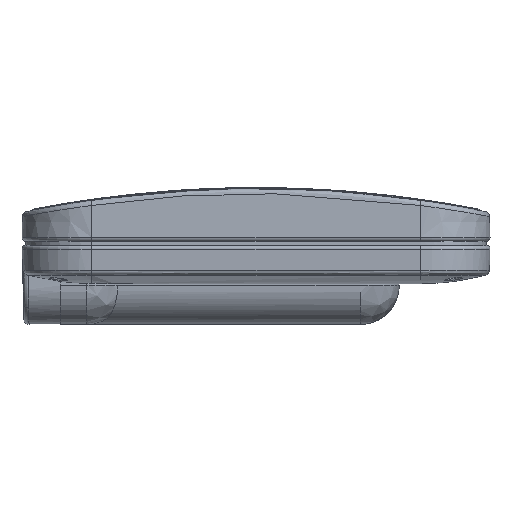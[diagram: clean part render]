
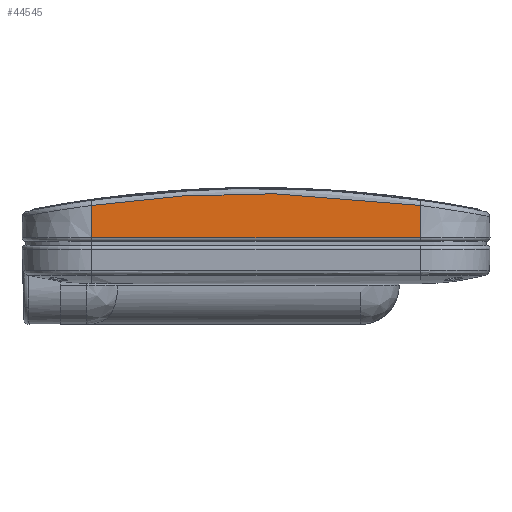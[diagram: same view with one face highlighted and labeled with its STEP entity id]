
A CAD part, front view. The second image highlights one B-rep face of the part: STEP entity #44545.
In plain terms, the highlighted planar face has unit normal (0, -1, 0.026).
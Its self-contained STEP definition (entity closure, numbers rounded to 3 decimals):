
#3846=LINE('',#85094,#7173);
#3941=LINE('',#100233,#7268);
#4180=LINE('',#106021,#7507);
#7173=VECTOR('',#52454,1000.);
#7268=VECTOR('',#52641,1000.);
#7507=VECTOR('',#53366,1000.);
#10430=PLANE('',#47689);
#11551=ELLIPSE('',#47385,660.576,660.35);
#12140=FACE_OUTER_BOUND('',#14841,.T.);
#14841=EDGE_LOOP('',(#32034,#32035,#32036,#32037));
#19161=VERTEX_POINT('',#83162);
#19162=VERTEX_POINT('',#83164);
#19181=VERTEX_POINT('',#85090);
#19183=VERTEX_POINT('',#85093);
#23715=EDGE_CURVE('',#19161,#19162,#11551,.T.);
#23744=EDGE_CURVE('',#19183,#19181,#3846,.T.);
#23936=EDGE_CURVE('',#19161,#19181,#3941,.T.);
#24385=EDGE_CURVE('',#19162,#19183,#4180,.T.);
#32034=ORIENTED_EDGE('',*,*,#23715,.T.);
#32035=ORIENTED_EDGE('',*,*,#24385,.T.);
#32036=ORIENTED_EDGE('',*,*,#23744,.T.);
#32037=ORIENTED_EDGE('',*,*,#23936,.F.);
#44545=ADVANCED_FACE('',(#12140),#10430,.T.);
#47385=AXIS2_PLACEMENT_3D('',#83166,#52420,#52421);
#47689=AXIS2_PLACEMENT_3D('',#106022,#53367,#53368);
#52420=DIRECTION('center_axis',(0.,-1.,0.026));
#52421=DIRECTION('ref_axis',(0.,0.026,1.));
#52454=DIRECTION('',(1.,0.,0.));
#52641=DIRECTION('',(0.,-0.026,-1.));
#53366=DIRECTION('',(0.,-0.026,-1.));
#53367=DIRECTION('center_axis',(0.,-1.,0.026));
#53368=DIRECTION('ref_axis',(0.,-0.026,-1.));
#83162=CARTESIAN_POINT('',(94.75,-134.412,20.546));
#83164=CARTESIAN_POINT('',(-94.75,-134.412,20.546));
#83166=CARTESIAN_POINT('Origin',(0.,-151.525,-632.971));
#85090=CARTESIAN_POINT('',(94.75,-134.896,2.052));
#85093=CARTESIAN_POINT('',(-94.75,-134.896,2.052));
#85094=CARTESIAN_POINT('',(94.75,-134.896,2.052));
#100233=CARTESIAN_POINT('',(94.75,-134.95,0.));
#106021=CARTESIAN_POINT('',(-94.75,-134.95,0.));
#106022=CARTESIAN_POINT('Origin',(0.,-134.95,0.));
